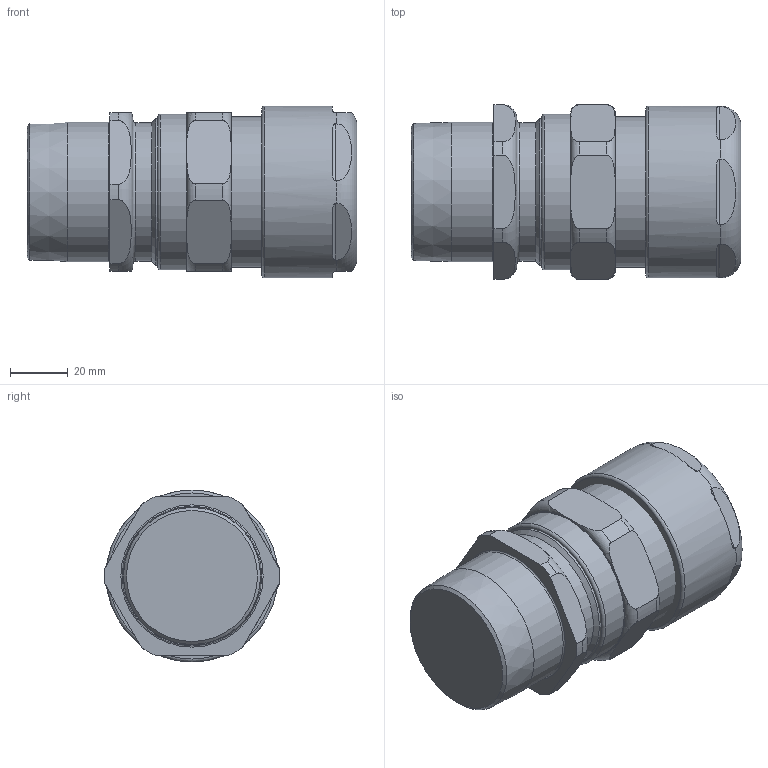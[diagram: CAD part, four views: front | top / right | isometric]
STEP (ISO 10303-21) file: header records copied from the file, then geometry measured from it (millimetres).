
FILE_DESCRIPTION(/* description */ (''),/* implementation_level */ '2;1');
FILE_NAME(/* name */ '153 RAC L C2_1_1_2_NPT.stp',/* time_stamp */ '2021-05-09T22:52:25+05:00',/* author */ ('vinaykumark'),/* organization */ (''),/* preprocessor_version */ 'ST-DEVELOPER v18',/* originating_system */ 'Autodesk Inventor 2020',/* authorisation */ '');
FILE_SCHEMA (('AUTOMOTIVE_DESIGN { 1 0 10303 214 3 1 1 }'));
Length unit declared in the file: inch
Products named in the file (1): 153 RAC L C2_1_1_2_NPT
Bounding box: 114.29 x 60.57 x 59.5 mm (x, y, z)
Volume: 375925.3 mm3; surface area: 76321 mm2
Topology: 10 solids, 10 shells, 659 faces, 1867 edges, 1232 vertices
Faces by surface type: torus 192, plane 188, cone 143, cylinder 136
Full cylindrical faces by diameter (mm): 32.5 x1, 41.45 x1, 42 x1, 42.3 x2, 45.8 x1, 46.8 x1, 46.9 x1, 47.6 x3, 47.9 x1, 48.26 x1, 50.8 x1, 52.2 x2, 53 x1, 53.95 x1, 54.644 x1, 59.5 x1
Entity records: 26539 total; most frequent: CARTESIAN_POINT 9397, ORIENTED_EDGE 3734, DIRECTION 3329, EDGE_CURVE 1867, AXIS2_PLACEMENT_3D 1433, VERTEX_POINT 1232, CIRCLE 773, STYLED_ITEM 668
